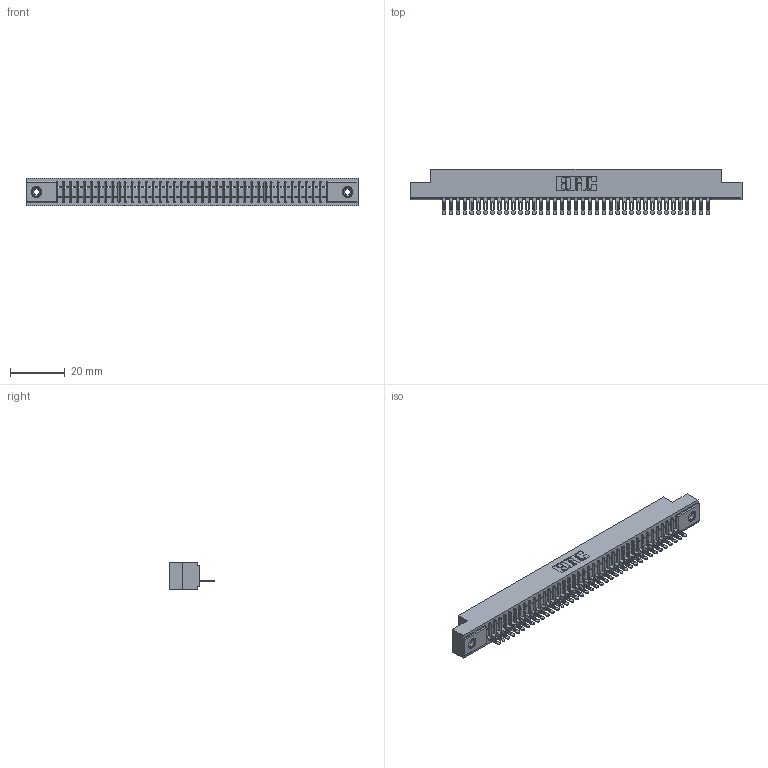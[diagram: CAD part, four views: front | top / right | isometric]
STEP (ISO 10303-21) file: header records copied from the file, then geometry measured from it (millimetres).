
FILE_DESCRIPTION (( 'STEP AP203' ), '1' );
FILE_NAME ('341-039-500-108.STEP', '2018-08-06T23:51:19', ( '' ), ( '' ), 'SwSTEP 2.0', 'SolidWorks 2016', '' );
FILE_SCHEMA (( 'CONFIG_CONTROL_DESIGN' ));
Length unit declared in the file: inch
Products named in the file (4): 345-250-001_345-250-003-102; 341-039-500-108; 341 Part_.156 (3.96) Dia Mounting Holes; 341-292-001_341-292-100
Assembly tree (42 placements, depth 2):
  341-039-500-108
    341 Part_.156 (3.96) Dia Mounting Holes
    341-292-001_341-292-100  x39
    345-250-001_345-250-003-102  x2
Bounding box: 121.28 x 16.69 x 10.16 mm (x, y, z)
Volume: 8718.4 mm3; surface area: 13783.4 mm2
Topology: 42 solids, 42 shells, 3374 faces, 9695 edges, 6218 vertices
Faces by surface type: plane 2011, cylinder 1191, sphere 80, torus 80, cone 12
Entity records: 47543 total; most frequent: CARTESIAN_POINT 8053, ORIENTED_EDGE 8034, DIRECTION 7791, EDGE_CURVE 4017, VECTOR 3235, LINE 3235, VERTEX_POINT 2540, AXIS2_PLACEMENT_3D 2278
